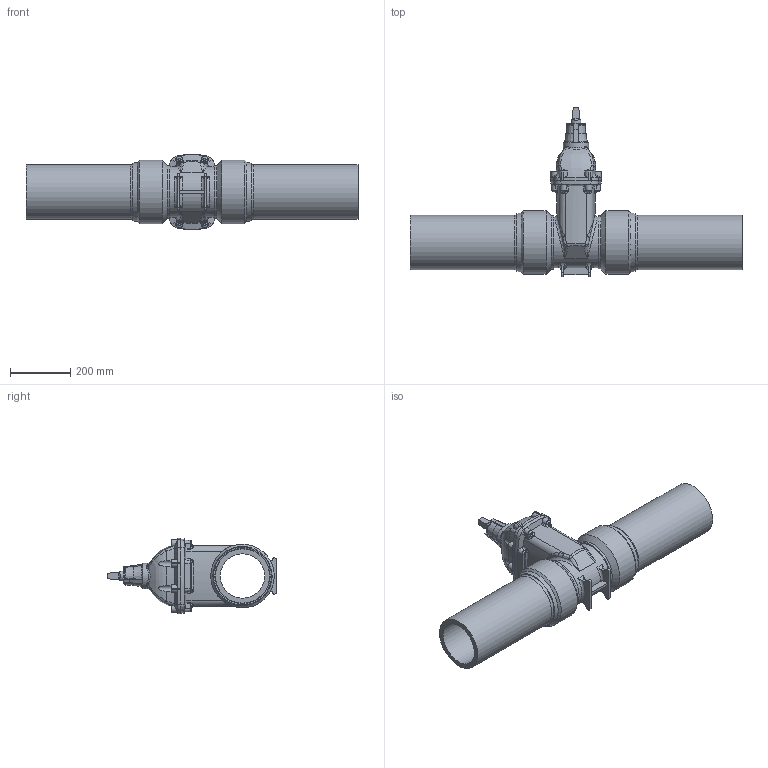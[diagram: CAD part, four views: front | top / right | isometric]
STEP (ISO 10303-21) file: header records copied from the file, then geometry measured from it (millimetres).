
FILE_DESCRIPTION (( 'STEP AP203' ), '1' );
FILE_NAME ('O_36_80_DN150_180mm.STEP', '2015-01-28T04:56:06', ( 'ken' ), ( '' ), 'SwSTEP 2.0', 'SolidWorks 2012', '' );
FILE_SCHEMA (( 'CONFIG_CONTROL_DESIGN' ));
Length unit declared in the file: millimetre
Products named in the file (1): O_36_80_DN150_180mm
Bounding box: 1101 x 561 x 249.11 mm (x, y, z)
Volume: 17337556.8 mm3; surface area: 1392856.9 mm2
Topology: 1 solids, 1 shells, 321 faces, 825 edges, 506 vertices
Faces by surface type: bspline 78, cone 74, cylinder 67, plane 66, torus 36
Full cylindrical faces by diameter (mm): 32 x1, 84 x1, 147.273 x1, 168 x1, 176 x2, 180 x2, 211 x2
Entity records: 15383 total; most frequent: CARTESIAN_POINT 8480, ORIENTED_EDGE 1574, DIRECTION 1252, EDGE_CURVE 787, AXIS2_PLACEMENT_3D 554, VERTEX_POINT 494, EDGE_LOOP 349, FACE_OUTER_BOUND 332
